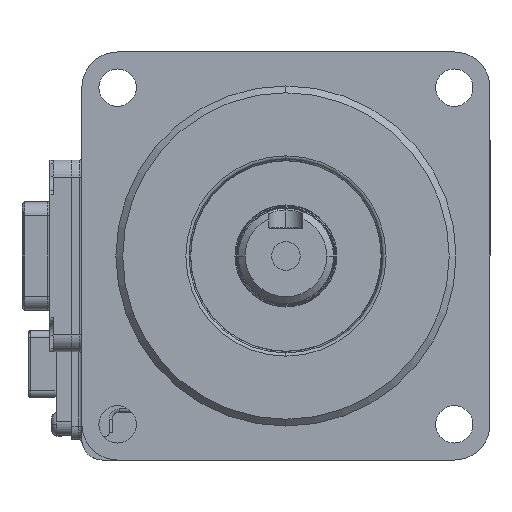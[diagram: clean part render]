
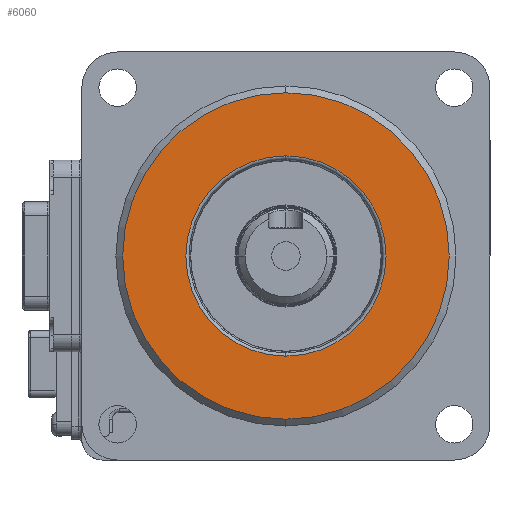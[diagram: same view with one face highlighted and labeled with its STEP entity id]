
A CAD part, left-side view. The second image highlights one B-rep face of the part: STEP entity #6060.
In plain terms, the highlighted planar face has unit normal (-1, 0, 0).
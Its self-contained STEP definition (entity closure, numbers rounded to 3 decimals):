
#79 = PLANE ( 'NONE',  #23164 ) ;
#736 = CARTESIAN_POINT ( 'NONE',  ( 27., 0., 14.714 ) ) ;
#2066 = VERTEX_POINT ( 'NONE', #17263 ) ;
#2450 = DIRECTION ( 'NONE',  ( -1., 0., 0. ) ) ;
#2911 = EDGE_CURVE ( 'NONE', #18862, #23057, #22807, .T. ) ;
#6060 = ADVANCED_FACE ( 'NONE', ( #12584, #12889 ), #79, .T. ) ;
#6574 = EDGE_CURVE ( 'NONE', #20120, #2066, #21649, .T. ) ;
#6932 = DIRECTION ( 'NONE',  ( 0., 0., 1. ) ) ;
#7383 = CIRCLE ( 'NONE', #14990, 14.714 ) ;
#9015 = CARTESIAN_POINT ( 'NONE',  ( 27., 0., 24. ) ) ;
#9216 = CARTESIAN_POINT ( 'NONE',  ( 27., 0., 0. ) ) ;
#9296 = DIRECTION ( 'NONE',  ( 1., 0., 0. ) ) ;
#9495 = DIRECTION ( 'NONE',  ( -1., 0., 0. ) ) ;
#9754 = AXIS2_PLACEMENT_3D ( 'NONE', #11850, #2450, #9947 ) ;
#9870 = AXIS2_PLACEMENT_3D ( 'NONE', #9216, #9296, #22371 ) ;
#9947 = DIRECTION ( 'NONE',  ( 0., 0., 1. ) ) ;
#10409 = DIRECTION ( 'NONE',  ( 1., 0., 0. ) ) ;
#11850 = CARTESIAN_POINT ( 'NONE',  ( 27., 0., 0. ) ) ;
#12584 = FACE_BOUND ( 'NONE', #19257, .T. ) ;
#12721 = ORIENTED_EDGE ( 'NONE', *, *, #2911, .T. ) ;
#12889 = FACE_OUTER_BOUND ( 'NONE', #15341, .T. ) ;
#13006 = ORIENTED_EDGE ( 'NONE', *, *, #6574, .T. ) ;
#13356 = CARTESIAN_POINT ( 'NONE',  ( 27., 0., 0. ) ) ;
#14257 = DIRECTION ( 'NONE',  ( 0., 0., 1. ) ) ;
#14990 = AXIS2_PLACEMENT_3D ( 'NONE', #19670, #10409, #14257 ) ;
#15341 = EDGE_LOOP ( 'NONE', ( #20560, #13006 ) ) ;
#17263 = CARTESIAN_POINT ( 'NONE',  ( 27., 0., -24. ) ) ;
#18176 = CARTESIAN_POINT ( 'NONE',  ( 27., 0., 0. ) ) ;
#18862 = VERTEX_POINT ( 'NONE', #736 ) ;
#18943 = DIRECTION ( 'NONE',  ( 0., 0., 1. ) ) ;
#19257 = EDGE_LOOP ( 'NONE', ( #12721, #20873 ) ) ;
#19670 = CARTESIAN_POINT ( 'NONE',  ( 27., 0., 0. ) ) ;
#20120 = VERTEX_POINT ( 'NONE', #9015 ) ;
#20499 = EDGE_CURVE ( 'NONE', #23057, #18862, #7383, .T. ) ;
#20560 = ORIENTED_EDGE ( 'NONE', *, *, #22674, .T. ) ;
#20873 = ORIENTED_EDGE ( 'NONE', *, *, #20499, .T. ) ;
#21063 = CIRCLE ( 'NONE', #23332, 24. ) ;
#21649 = CIRCLE ( 'NONE', #9754, 24. ) ;
#22371 = DIRECTION ( 'NONE',  ( 0., 0., 1. ) ) ;
#22674 = EDGE_CURVE ( 'NONE', #2066, #20120, #21063, .T. ) ;
#22807 = CIRCLE ( 'NONE', #9870, 14.714 ) ;
#23057 = VERTEX_POINT ( 'NONE', #23156 ) ;
#23156 = CARTESIAN_POINT ( 'NONE',  ( 27., 0., -14.714 ) ) ;
#23164 = AXIS2_PLACEMENT_3D ( 'NONE', #13356, #9495, #18943 ) ;
#23332 = AXIS2_PLACEMENT_3D ( 'NONE', #18176, #23777, #6932 ) ;
#23777 = DIRECTION ( 'NONE',  ( -1., 0., 0. ) ) ;
